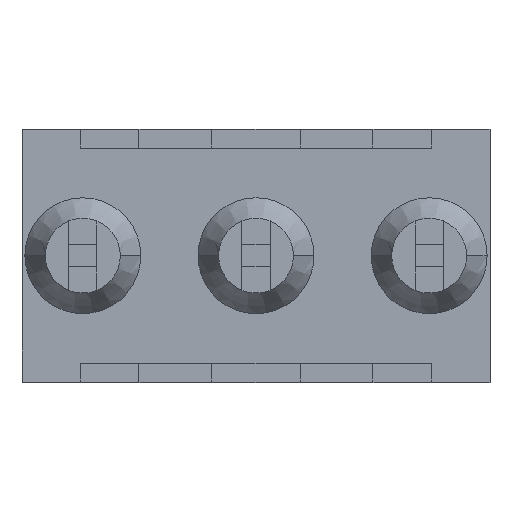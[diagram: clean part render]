
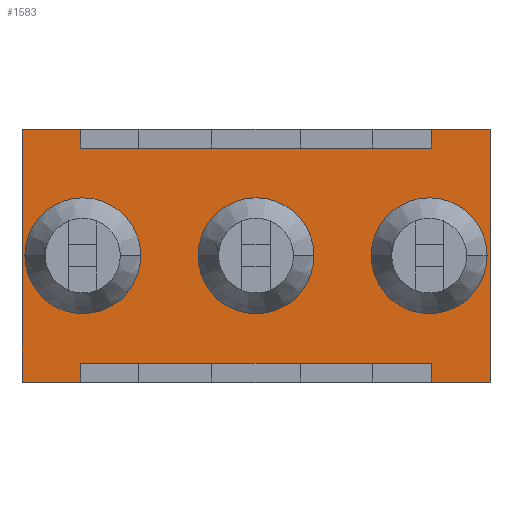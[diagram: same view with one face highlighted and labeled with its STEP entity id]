
A CAD part, top view. The second image highlights one B-rep face of the part: STEP entity #1583.
In plain terms, the highlighted planar face has unit normal (0, 0, 1).
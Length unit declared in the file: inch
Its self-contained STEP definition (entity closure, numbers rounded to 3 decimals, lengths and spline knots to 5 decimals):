
#261 = VERTEX_POINT ( 'NONE', #12076 ) ;
#462 = LINE ( 'NONE', #32238, #9180 ) ;
#789 = CARTESIAN_POINT ( 'NONE',  ( 0.1875, -0.135, 0.35 ) ) ;
#1210 = VERTEX_POINT ( 'NONE', #789 ) ;
#1583 = ADVANCED_FACE ( 'NONE', ( #6047 ), #4539, .T. ) ;
#1881 = VECTOR ( 'NONE', #3424, 39.37008 ) ;
#1948 = CARTESIAN_POINT ( 'NONE',  ( -0.1875, 0.135, 0.35 ) ) ;
#1987 = ORIENTED_EDGE ( 'NONE', *, *, #9693, .T. ) ;
#2813 = ORIENTED_EDGE ( 'NONE', *, *, #9132, .T. ) ;
#3424 = DIRECTION ( 'NONE',  ( 0., 1., 0. ) ) ;
#3526 = LINE ( 'NONE', #24790, #20942 ) ;
#4190 = VERTEX_POINT ( 'NONE', #14995 ) ;
#4211 = EDGE_CURVE ( 'NONE', #36222, #34852, #5288, .T. ) ;
#4361 = CARTESIAN_POINT ( 'NONE',  ( 0.25, 0.135, 0.35 ) ) ;
#4454 = AXIS2_PLACEMENT_3D ( 'NONE', #11265, #34149, #14544 ) ;
#4539 = PLANE ( 'NONE',  #4454 ) ;
#5028 = LINE ( 'NONE', #30507, #13776 ) ;
#5116 = CARTESIAN_POINT ( 'NONE',  ( 0.1875, 0.135, 0.35 ) ) ;
#5288 = LINE ( 'NONE', #1948, #39071 ) ;
#5840 = VERTEX_POINT ( 'NONE', #22461 ) ;
#6047 = FACE_OUTER_BOUND ( 'NONE', #35268, .T. ) ;
#7261 = DIRECTION ( 'NONE',  ( -1., 0., 0. ) ) ;
#7655 = VECTOR ( 'NONE', #17963, 39.37008 ) ;
#8367 = DIRECTION ( 'NONE',  ( 1., 0., 0. ) ) ;
#9132 = EDGE_CURVE ( 'NONE', #34852, #5840, #5028, .T. ) ;
#9172 = CARTESIAN_POINT ( 'NONE',  ( 0.1875, -0.135, 0.35 ) ) ;
#9180 = VECTOR ( 'NONE', #22059, 39.37008 ) ;
#9334 = LINE ( 'NONE', #18418, #34421 ) ;
#9693 = EDGE_CURVE ( 'NONE', #16124, #29171, #25030, .T. ) ;
#9730 = ORIENTED_EDGE ( 'NONE', *, *, #10221, .T. ) ;
#9836 = CARTESIAN_POINT ( 'NONE',  ( 0.1875, 0.115, 0.35 ) ) ;
#10146 = EDGE_CURVE ( 'NONE', #4190, #36536, #17387, .T. ) ;
#10221 = EDGE_CURVE ( 'NONE', #5840, #31818, #3526, .T. ) ;
#10222 = VECTOR ( 'NONE', #17337, 39.37008 ) ;
#10353 = ORIENTED_EDGE ( 'NONE', *, *, #10534, .T. ) ;
#10534 = EDGE_CURVE ( 'NONE', #36536, #1210, #462, .T. ) ;
#11217 = LINE ( 'NONE', #9172, #36277 ) ;
#11265 = CARTESIAN_POINT ( 'NONE',  ( 0., 0., 0.35 ) ) ;
#11861 = DIRECTION ( 'NONE',  ( 0., 1., 0. ) ) ;
#12076 = CARTESIAN_POINT ( 'NONE',  ( -0.1875, 0.115, 0.35 ) ) ;
#12495 = DIRECTION ( 'NONE',  ( 1., 0., 0. ) ) ;
#13463 = VERTEX_POINT ( 'NONE', #4361 ) ;
#13776 = VECTOR ( 'NONE', #14177, 39.37008 ) ;
#14177 = DIRECTION ( 'NONE',  ( 0., -1., 0. ) ) ;
#14544 = DIRECTION ( 'NONE',  ( 1., 0., 0. ) ) ;
#14869 = ORIENTED_EDGE ( 'NONE', *, *, #40750, .T. ) ;
#14995 = CARTESIAN_POINT ( 'NONE',  ( -0.1875, -0.115, 0.35 ) ) ;
#15893 = VERTEX_POINT ( 'NONE', #19059 ) ;
#16124 = VERTEX_POINT ( 'NONE', #22919 ) ;
#16314 = CARTESIAN_POINT ( 'NONE',  ( -0.1875, 0.115, 0.35 ) ) ;
#17337 = DIRECTION ( 'NONE',  ( -1., 0., 0. ) ) ;
#17387 = LINE ( 'NONE', #40817, #7655 ) ;
#17476 = CARTESIAN_POINT ( 'NONE',  ( 0.25, 0.135, 0.35 ) ) ;
#17963 = DIRECTION ( 'NONE',  ( 1., 0., 0. ) ) ;
#18390 = EDGE_CURVE ( 'NONE', #31818, #4190, #9334, .T. ) ;
#18418 = CARTESIAN_POINT ( 'NONE',  ( -0.1875, -0.135, 0.35 ) ) ;
#19059 = CARTESIAN_POINT ( 'NONE',  ( 0.25, -0.135, 0.35 ) ) ;
#19323 = LINE ( 'NONE', #16314, #1881 ) ;
#20167 = ORIENTED_EDGE ( 'NONE', *, *, #37034, .T. ) ;
#20194 = CARTESIAN_POINT ( 'NONE',  ( 0.25, -0.135, 0.35 ) ) ;
#20297 = LINE ( 'NONE', #26853, #37654 ) ;
#20513 = CARTESIAN_POINT ( 'NONE',  ( -0.1875, 0.135, 0.35 ) ) ;
#20942 = VECTOR ( 'NONE', #8367, 39.37008 ) ;
#22059 = DIRECTION ( 'NONE',  ( 0., -1., 0. ) ) ;
#22461 = CARTESIAN_POINT ( 'NONE',  ( -0.25, -0.135, 0.35 ) ) ;
#22919 = CARTESIAN_POINT ( 'NONE',  ( 0.1875, 0.135, 0.35 ) ) ;
#23464 = DIRECTION ( 'NONE',  ( 0., 1., 0. ) ) ;
#23819 = ORIENTED_EDGE ( 'NONE', *, *, #4211, .T. ) ;
#24790 = CARTESIAN_POINT ( 'NONE',  ( -0.25, -0.135, 0.35 ) ) ;
#25030 = LINE ( 'NONE', #5116, #32764 ) ;
#26853 = CARTESIAN_POINT ( 'NONE',  ( 0.1875, 0.115, 0.35 ) ) ;
#27514 = EDGE_CURVE ( 'NONE', #261, #36222, #19323, .T. ) ;
#29171 = VERTEX_POINT ( 'NONE', #9836 ) ;
#29391 = EDGE_CURVE ( 'NONE', #29171, #261, #20297, .T. ) ;
#29926 = ORIENTED_EDGE ( 'NONE', *, *, #18390, .T. ) ;
#30448 = ORIENTED_EDGE ( 'NONE', *, *, #10146, .T. ) ;
#30507 = CARTESIAN_POINT ( 'NONE',  ( -0.25, 0.135, 0.35 ) ) ;
#30616 = VECTOR ( 'NONE', #23464, 39.37008 ) ;
#31818 = VERTEX_POINT ( 'NONE', #39585 ) ;
#32238 = CARTESIAN_POINT ( 'NONE',  ( 0.1875, -0.115, 0.35 ) ) ;
#32764 = VECTOR ( 'NONE', #40993, 39.37008 ) ;
#33692 = ORIENTED_EDGE ( 'NONE', *, *, #27514, .T. ) ;
#34149 = DIRECTION ( 'NONE',  ( 0., 0., 1. ) ) ;
#34421 = VECTOR ( 'NONE', #11861, 39.37008 ) ;
#34852 = VERTEX_POINT ( 'NONE', #38502 ) ;
#35264 = LINE ( 'NONE', #17476, #10222 ) ;
#35268 = EDGE_LOOP ( 'NONE', ( #33692, #23819, #2813, #9730, #29926, #30448, #10353, #40550, #14869, #20167, #1987, #40512 ) ) ;
#36222 = VERTEX_POINT ( 'NONE', #20513 ) ;
#36277 = VECTOR ( 'NONE', #12495, 39.37008 ) ;
#36536 = VERTEX_POINT ( 'NONE', #40897 ) ;
#37034 = EDGE_CURVE ( 'NONE', #13463, #16124, #35264, .T. ) ;
#37654 = VECTOR ( 'NONE', #7261, 39.37008 ) ;
#38502 = CARTESIAN_POINT ( 'NONE',  ( -0.25, 0.135, 0.35 ) ) ;
#38622 = EDGE_CURVE ( 'NONE', #1210, #15893, #11217, .T. ) ;
#39071 = VECTOR ( 'NONE', #41141, 39.37008 ) ;
#39261 = LINE ( 'NONE', #20194, #30616 ) ;
#39585 = CARTESIAN_POINT ( 'NONE',  ( -0.1875, -0.135, 0.35 ) ) ;
#40512 = ORIENTED_EDGE ( 'NONE', *, *, #29391, .T. ) ;
#40550 = ORIENTED_EDGE ( 'NONE', *, *, #38622, .T. ) ;
#40750 = EDGE_CURVE ( 'NONE', #15893, #13463, #39261, .T. ) ;
#40817 = CARTESIAN_POINT ( 'NONE',  ( -0.1875, -0.115, 0.35 ) ) ;
#40897 = CARTESIAN_POINT ( 'NONE',  ( 0.1875, -0.115, 0.35 ) ) ;
#40993 = DIRECTION ( 'NONE',  ( 0., -1., 0. ) ) ;
#41141 = DIRECTION ( 'NONE',  ( -1., 0., 0. ) ) ;
